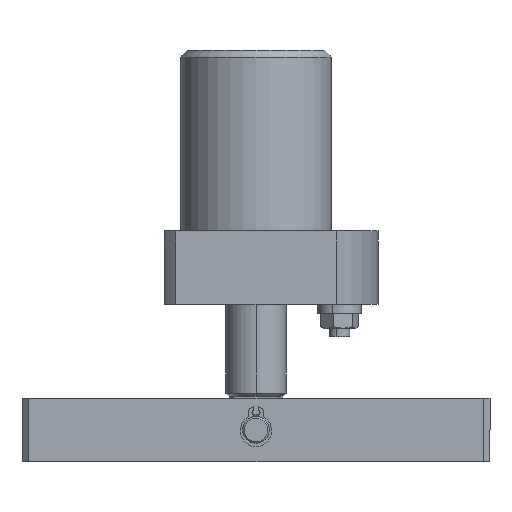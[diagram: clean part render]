
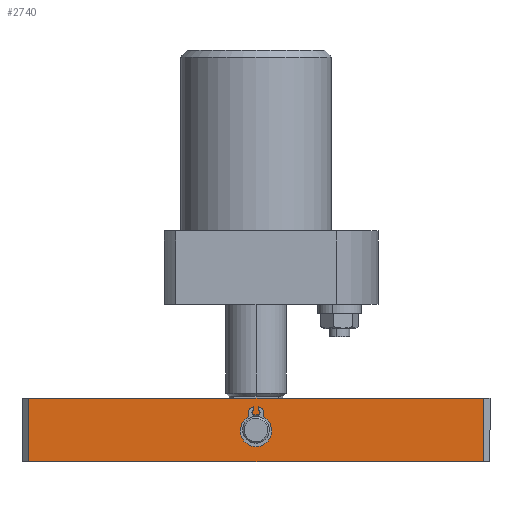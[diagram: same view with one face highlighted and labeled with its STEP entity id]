
A CAD part, front view. The second image highlights one B-rep face of the part: STEP entity #2740.
In plain terms, the highlighted face is planar.
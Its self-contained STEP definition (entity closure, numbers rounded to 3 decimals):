
#546 = CARTESIAN_POINT ( 'NONE',  ( -68., 9.5, 9.5 ) ) ;
#556 = CARTESIAN_POINT ( 'NONE',  ( -4.5, 0., 9.5 ) ) ;
#577 = CARTESIAN_POINT ( 'NONE',  ( 68., -9.5, 9.5 ) ) ;
#584 = CARTESIAN_POINT ( 'NONE',  ( -68., -9.5, 9.5 ) ) ;
#604 = CARTESIAN_POINT ( 'NONE',  ( 68., 9.5, 9.5 ) ) ;
#678 = CIRCLE ( 'NONE', #7636, 4.5 ) ;
#688 = LINE ( 'NONE', #7035, #696 ) ;
#691 = LINE ( 'NONE', #7042, #694 ) ;
#694 = VECTOR ( 'NONE', #7044, 1000. ) ;
#695 = LINE ( 'NONE', #7046, #698 ) ;
#696 = VECTOR ( 'NONE', #7045, 1000. ) ;
#697 = LINE ( 'NONE', #7048, #700 ) ;
#698 = VECTOR ( 'NONE', #7047, 1000. ) ;
#700 = VECTOR ( 'NONE', #7049, 1000. ) ;
#774 = CIRCLE ( 'NONE', #7667, 4.5 ) ;
#921 = CARTESIAN_POINT ( 'NONE',  ( 4.5, 0., 9.5 ) ) ;
#1001 = VERTEX_POINT ( 'NONE', #921 ) ;
#1356 = EDGE_CURVE ( 'NONE', #7489, #1001, #678, .T. ) ;
#1364 = EDGE_CURVE ( 'NONE', #7517, #7510, #691, .T. ) ;
#1365 = EDGE_CURVE ( 'NONE', #7510, #7537, #688, .T. ) ;
#1366 = EDGE_CURVE ( 'NONE', #7479, #7537, #695, .T. ) ;
#1367 = EDGE_CURVE ( 'NONE', #7479, #7517, #697, .T. ) ;
#2149 = EDGE_CURVE ( 'NONE', #1001, #7489, #774, .T. ) ;
#2439 = ORIENTED_EDGE ( 'NONE', *, *, #2149, .T. ) ;
#2440 = ORIENTED_EDGE ( 'NONE', *, *, #1356, .T. ) ;
#2441 = ORIENTED_EDGE ( 'NONE', *, *, #1364, .T. ) ;
#2442 = ORIENTED_EDGE ( 'NONE', *, *, #1365, .T. ) ;
#2443 = ORIENTED_EDGE ( 'NONE', *, *, #1366, .F. ) ;
#2444 = ORIENTED_EDGE ( 'NONE', *, *, #1367, .T. ) ;
#2740 = ADVANCED_FACE ( 'NONE', ( #3276, #3282 ), #6579, .F. ) ;
#3276 = FACE_BOUND ( 'NONE', #6953, .T. ) ;
#3282 = FACE_OUTER_BOUND ( 'NONE', #6956, .T. ) ;
#6575 = CARTESIAN_POINT ( 'NONE',  ( -70., 9.5, 9.5 ) ) ;
#6579 = PLANE ( 'NONE',  #7779 ) ;
#6584 = DIRECTION ( 'NONE',  ( 0., 0., -1. ) ) ;
#6585 = DIRECTION ( 'NONE',  ( -1., 0., 0. ) ) ;
#6953 = EDGE_LOOP ( 'NONE', ( #2439, #2440 ) ) ;
#6956 = EDGE_LOOP ( 'NONE', ( #2441, #2442, #2443, #2444 ) ) ;
#7024 = CARTESIAN_POINT ( 'NONE',  ( 0., 0., 9.5 ) ) ;
#7025 = DIRECTION ( 'NONE',  ( 0., 0., -1. ) ) ;
#7026 = DIRECTION ( 'NONE',  ( -1., 0., 0. ) ) ;
#7035 = CARTESIAN_POINT ( 'NONE',  ( 68., 9.5, 9.5 ) ) ;
#7042 = CARTESIAN_POINT ( 'NONE',  ( -70., -9.5, 9.5 ) ) ;
#7044 = DIRECTION ( 'NONE',  ( 1., 0., 0. ) ) ;
#7045 = DIRECTION ( 'NONE',  ( 0., 1., 0. ) ) ;
#7046 = CARTESIAN_POINT ( 'NONE',  ( -70., 9.5, 9.5 ) ) ;
#7047 = DIRECTION ( 'NONE',  ( 1., 0., 0. ) ) ;
#7048 = CARTESIAN_POINT ( 'NONE',  ( -68., 9.5, 9.5 ) ) ;
#7049 = DIRECTION ( 'NONE',  ( 0., -1., 0. ) ) ;
#7187 = CARTESIAN_POINT ( 'NONE',  ( 0., 0., 9.5 ) ) ;
#7188 = DIRECTION ( 'NONE',  ( 0., 0., -1. ) ) ;
#7189 = DIRECTION ( 'NONE',  ( -1., 0., 0. ) ) ;
#7479 = VERTEX_POINT ( 'NONE', #546 ) ;
#7489 = VERTEX_POINT ( 'NONE', #556 ) ;
#7510 = VERTEX_POINT ( 'NONE', #577 ) ;
#7517 = VERTEX_POINT ( 'NONE', #584 ) ;
#7537 = VERTEX_POINT ( 'NONE', #604 ) ;
#7636 = AXIS2_PLACEMENT_3D ( 'NONE', #7024, #7025, #7026 ) ;
#7667 = AXIS2_PLACEMENT_3D ( 'NONE', #7187, #7188, #7189 ) ;
#7779 = AXIS2_PLACEMENT_3D ( 'NONE', #6575, #6584, #6585 ) ;
